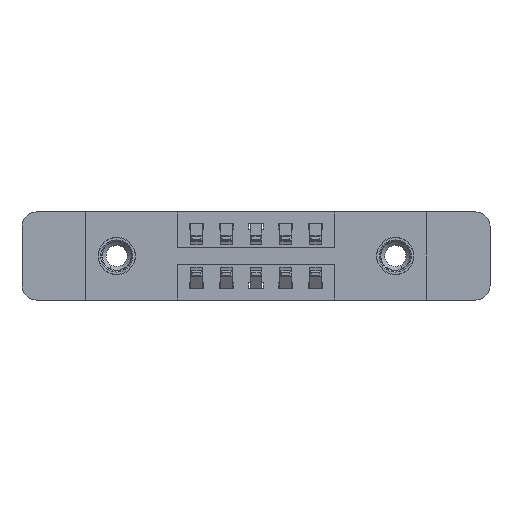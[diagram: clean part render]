
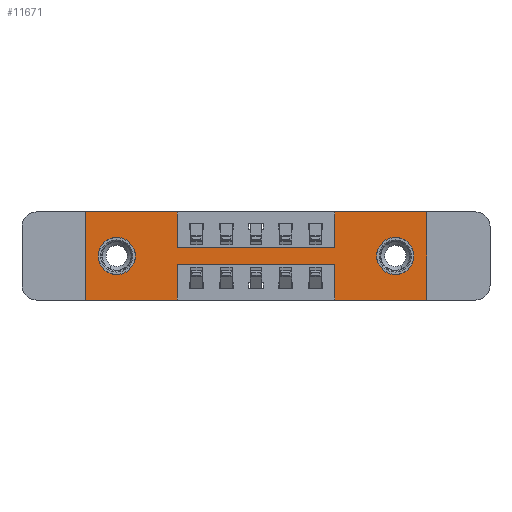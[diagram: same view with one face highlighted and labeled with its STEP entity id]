
A CAD part, front view. The second image highlights one B-rep face of the part: STEP entity #11671.
In plain terms, the highlighted planar face has unit normal (0, -1, 0).
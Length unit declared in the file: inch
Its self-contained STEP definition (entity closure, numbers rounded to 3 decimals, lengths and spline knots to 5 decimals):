
#77 = VECTOR ( 'NONE', #2222, 39.37008 ) ;
#269 = LINE ( 'NONE', #11435, #9668 ) ;
#431 = CARTESIAN_POINT ( 'NONE',  ( 0., 0., 0. ) ) ;
#489 = CARTESIAN_POINT ( 'NONE',  ( 1.0475, 0., -0.15 ) ) ;
#578 = ORIENTED_EDGE ( 'NONE', *, *, #11351, .F. ) ;
#589 = CIRCLE ( 'NONE', #8773, 0.078 ) ;
#608 = DIRECTION ( 'NONE',  ( -1., 0., 0. ) ) ;
#659 = VERTEX_POINT ( 'NONE', #12477 ) ;
#874 = EDGE_CURVE ( 'NONE', #4455, #4369, #12257, .T. ) ;
#895 = CIRCLE ( 'NONE', #5038, 0.078 ) ;
#1027 = CARTESIAN_POINT ( 'NONE',  ( 1.0475, 0., -0.37 ) ) ;
#1253 = CIRCLE ( 'NONE', #6716, 0.078 ) ;
#1347 = LINE ( 'NONE', #3226, #3786 ) ;
#1372 = CARTESIAN_POINT ( 'NONE',  ( 0.1325, 0., -0.185 ) ) ;
#1375 = EDGE_LOOP ( 'NONE', ( #3089, #7833 ) ) ;
#1411 = EDGE_CURVE ( 'NONE', #4369, #11700, #12561, .T. ) ;
#1691 = VERTEX_POINT ( 'NONE', #9534 ) ;
#1711 = VECTOR ( 'NONE', #10765, 39.37008 ) ;
#1853 = VERTEX_POINT ( 'NONE', #2321 ) ;
#2222 = DIRECTION ( 'NONE',  ( 0., 0., 1. ) ) ;
#2281 = ORIENTED_EDGE ( 'NONE', *, *, #11691, .F. ) ;
#2321 = CARTESIAN_POINT ( 'NONE',  ( 1.435, 0., -0.37 ) ) ;
#2891 = DIRECTION ( 'NONE',  ( 0., 1., 0. ) ) ;
#2904 = CIRCLE ( 'NONE', #4107, 0.078 ) ;
#2933 = DIRECTION ( 'NONE',  ( 0., 0., -1. ) ) ;
#2944 = DIRECTION ( 'NONE',  ( 1., 0., 0. ) ) ;
#3089 = ORIENTED_EDGE ( 'NONE', *, *, #13339, .T. ) ;
#3130 = DIRECTION ( 'NONE',  ( 0., 0., -1. ) ) ;
#3137 = VERTEX_POINT ( 'NONE', #13308 ) ;
#3217 = LINE ( 'NONE', #13012, #3350 ) ;
#3224 = CARTESIAN_POINT ( 'NONE',  ( 0.3875, 0., 0. ) ) ;
#3226 = CARTESIAN_POINT ( 'NONE',  ( 0.3875, 0., 0. ) ) ;
#3350 = VECTOR ( 'NONE', #9869, 39.37008 ) ;
#3420 = LINE ( 'NONE', #11353, #11858 ) ;
#3520 = CARTESIAN_POINT ( 'NONE',  ( 1.0475, 0., 0. ) ) ;
#3689 = EDGE_CURVE ( 'NONE', #5253, #5728, #3420, .T. ) ;
#3700 = CARTESIAN_POINT ( 'NONE',  ( 0.3875, 0., -0.22 ) ) ;
#3786 = VECTOR ( 'NONE', #6335, 39.37008 ) ;
#3968 = VECTOR ( 'NONE', #608, 39.37008 ) ;
#4041 = CARTESIAN_POINT ( 'NONE',  ( 0., 0., 0. ) ) ;
#4107 = AXIS2_PLACEMENT_3D ( 'NONE', #11364, #13415, #3130 ) ;
#4225 = CARTESIAN_POINT ( 'NONE',  ( 0., 0., -0.37 ) ) ;
#4369 = VERTEX_POINT ( 'NONE', #7961 ) ;
#4455 = VERTEX_POINT ( 'NONE', #12287 ) ;
#4459 = CARTESIAN_POINT ( 'NONE',  ( 0.1325, 0., -0.263 ) ) ;
#4750 = ORIENTED_EDGE ( 'NONE', *, *, #13315, .F. ) ;
#4858 = CARTESIAN_POINT ( 'NONE',  ( 0.3875, 0., -0.15 ) ) ;
#5038 = AXIS2_PLACEMENT_3D ( 'NONE', #1372, #6703, #6799 ) ;
#5253 = VERTEX_POINT ( 'NONE', #4858 ) ;
#5334 = CARTESIAN_POINT ( 'NONE',  ( 1.0475, 0., -0.37 ) ) ;
#5377 = ORIENTED_EDGE ( 'NONE', *, *, #13356, .T. ) ;
#5497 = ORIENTED_EDGE ( 'NONE', *, *, #8376, .F. ) ;
#5685 = DIRECTION ( 'NONE',  ( 0., 0., -1. ) ) ;
#5728 = VERTEX_POINT ( 'NONE', #489 ) ;
#6113 = EDGE_CURVE ( 'NONE', #9307, #7029, #10055, .T. ) ;
#6335 = DIRECTION ( 'NONE',  ( 0., 0., -1. ) ) ;
#6525 = ORIENTED_EDGE ( 'NONE', *, *, #7738, .T. ) ;
#6610 = CARTESIAN_POINT ( 'NONE',  ( 0., 0., -0.37 ) ) ;
#6703 = DIRECTION ( 'NONE',  ( 0., 1., 0. ) ) ;
#6716 = AXIS2_PLACEMENT_3D ( 'NONE', #9042, #2891, #2933 ) ;
#6799 = DIRECTION ( 'NONE',  ( 0., 0., 1. ) ) ;
#6875 = ORIENTED_EDGE ( 'NONE', *, *, #9512, .F. ) ;
#6919 = FACE_OUTER_BOUND ( 'NONE', #10138, .T. ) ;
#6972 = VECTOR ( 'NONE', #10900, 39.37008 ) ;
#7029 = VERTEX_POINT ( 'NONE', #8247 ) ;
#7102 = DIRECTION ( 'NONE',  ( 0., 0., 1. ) ) ;
#7138 = VECTOR ( 'NONE', #7430, 39.37008 ) ;
#7250 = PLANE ( 'NONE',  #8020 ) ;
#7300 = DIRECTION ( 'NONE',  ( -1., 0., 0. ) ) ;
#7375 = DIRECTION ( 'NONE',  ( -1., 0., 0. ) ) ;
#7430 = DIRECTION ( 'NONE',  ( 0., 0., 1. ) ) ;
#7479 = VECTOR ( 'NONE', #10606, 39.37008 ) ;
#7738 = EDGE_CURVE ( 'NONE', #8024, #9950, #895, .T. ) ;
#7797 = EDGE_CURVE ( 'NONE', #659, #1853, #7852, .T. ) ;
#7833 = ORIENTED_EDGE ( 'NONE', *, *, #12188, .T. ) ;
#7852 = LINE ( 'NONE', #9685, #1711 ) ;
#7925 = VERTEX_POINT ( 'NONE', #13518 ) ;
#7931 = ORIENTED_EDGE ( 'NONE', *, *, #1411, .F. ) ;
#7961 = CARTESIAN_POINT ( 'NONE',  ( 0.3875, 0., -0.22 ) ) ;
#8020 = AXIS2_PLACEMENT_3D ( 'NONE', #4225, #11385, #12503 ) ;
#8024 = VERTEX_POINT ( 'NONE', #12624 ) ;
#8247 = CARTESIAN_POINT ( 'NONE',  ( 0., 0., 0. ) ) ;
#8376 = EDGE_CURVE ( 'NONE', #11333, #5253, #1347, .T. ) ;
#8393 = LINE ( 'NONE', #12618, #11169 ) ;
#8671 = LINE ( 'NONE', #5334, #77 ) ;
#8773 = AXIS2_PLACEMENT_3D ( 'NONE', #12404, #10092, #7102 ) ;
#9042 = CARTESIAN_POINT ( 'NONE',  ( 1.3025, 0., -0.185 ) ) ;
#9256 = EDGE_CURVE ( 'NONE', #7029, #11333, #12545, .T. ) ;
#9307 = VERTEX_POINT ( 'NONE', #6610 ) ;
#9512 = EDGE_CURVE ( 'NONE', #5728, #3137, #11529, .T. ) ;
#9534 = CARTESIAN_POINT ( 'NONE',  ( 1.3025, 0., -0.107 ) ) ;
#9668 = VECTOR ( 'NONE', #7300, 39.37008 ) ;
#9685 = CARTESIAN_POINT ( 'NONE',  ( 1.435, 0., 0. ) ) ;
#9699 = CARTESIAN_POINT ( 'NONE',  ( 0.3875, 0., -0.37 ) ) ;
#9721 = ORIENTED_EDGE ( 'NONE', *, *, #7797, .F. ) ;
#9869 = DIRECTION ( 'NONE',  ( 1., 0., 0. ) ) ;
#9950 = VERTEX_POINT ( 'NONE', #4459 ) ;
#10051 = VERTEX_POINT ( 'NONE', #1027 ) ;
#10055 = LINE ( 'NONE', #4041, #7138 ) ;
#10092 = DIRECTION ( 'NONE',  ( 0., 1., 0. ) ) ;
#10138 = EDGE_LOOP ( 'NONE', ( #7931, #12411, #11728, #2281, #9721, #4750, #6875, #13229, #5497, #12715, #10691, #578 ) ) ;
#10426 = CARTESIAN_POINT ( 'NONE',  ( 0.3875, 0., -0.37 ) ) ;
#10496 = FACE_BOUND ( 'NONE', #10835, .T. ) ;
#10606 = DIRECTION ( 'NONE',  ( 1., 0., 0. ) ) ;
#10691 = ORIENTED_EDGE ( 'NONE', *, *, #6113, .F. ) ;
#10765 = DIRECTION ( 'NONE',  ( 0., 0., -1. ) ) ;
#10835 = EDGE_LOOP ( 'NONE', ( #6525, #5377 ) ) ;
#10900 = DIRECTION ( 'NONE',  ( 0., 0., 1. ) ) ;
#11169 = VECTOR ( 'NONE', #7375, 39.37008 ) ;
#11333 = VERTEX_POINT ( 'NONE', #3224 ) ;
#11351 = EDGE_CURVE ( 'NONE', #11700, #9307, #8393, .T. ) ;
#11353 = CARTESIAN_POINT ( 'NONE',  ( 0.3875, 0., -0.15 ) ) ;
#11364 = CARTESIAN_POINT ( 'NONE',  ( 1.3025, 0., -0.185 ) ) ;
#11385 = DIRECTION ( 'NONE',  ( 0., -1., 0. ) ) ;
#11435 = CARTESIAN_POINT ( 'NONE',  ( 0., 0., -0.37 ) ) ;
#11529 = LINE ( 'NONE', #3520, #6972 ) ;
#11671 = ADVANCED_FACE ( 'NONE', ( #13328, #10496, #6919 ), #7250, .T. ) ;
#11691 = EDGE_CURVE ( 'NONE', #1853, #10051, #269, .T. ) ;
#11700 = VERTEX_POINT ( 'NONE', #10426 ) ;
#11728 = ORIENTED_EDGE ( 'NONE', *, *, #13218, .F. ) ;
#11858 = VECTOR ( 'NONE', #2944, 39.37008 ) ;
#12188 = EDGE_CURVE ( 'NONE', #7925, #1691, #2904, .T. ) ;
#12257 = LINE ( 'NONE', #3700, #3968 ) ;
#12287 = CARTESIAN_POINT ( 'NONE',  ( 1.0475, 0., -0.22 ) ) ;
#12404 = CARTESIAN_POINT ( 'NONE',  ( 0.1325, 0., -0.185 ) ) ;
#12411 = ORIENTED_EDGE ( 'NONE', *, *, #874, .F. ) ;
#12477 = CARTESIAN_POINT ( 'NONE',  ( 1.435, 0., 0. ) ) ;
#12503 = DIRECTION ( 'NONE',  ( 0., 0., -1. ) ) ;
#12545 = LINE ( 'NONE', #431, #7479 ) ;
#12561 = LINE ( 'NONE', #9699, #13073 ) ;
#12618 = CARTESIAN_POINT ( 'NONE',  ( 0., 0., -0.37 ) ) ;
#12624 = CARTESIAN_POINT ( 'NONE',  ( 0.1325, 0., -0.107 ) ) ;
#12715 = ORIENTED_EDGE ( 'NONE', *, *, #9256, .F. ) ;
#13012 = CARTESIAN_POINT ( 'NONE',  ( 0., 0., 0. ) ) ;
#13073 = VECTOR ( 'NONE', #5685, 39.37008 ) ;
#13218 = EDGE_CURVE ( 'NONE', #10051, #4455, #8671, .T. ) ;
#13229 = ORIENTED_EDGE ( 'NONE', *, *, #3689, .F. ) ;
#13308 = CARTESIAN_POINT ( 'NONE',  ( 1.0475, 0., 0. ) ) ;
#13315 = EDGE_CURVE ( 'NONE', #3137, #659, #3217, .T. ) ;
#13328 = FACE_BOUND ( 'NONE', #1375, .T. ) ;
#13339 = EDGE_CURVE ( 'NONE', #1691, #7925, #1253, .T. ) ;
#13356 = EDGE_CURVE ( 'NONE', #9950, #8024, #589, .T. ) ;
#13415 = DIRECTION ( 'NONE',  ( 0., 1., 0. ) ) ;
#13518 = CARTESIAN_POINT ( 'NONE',  ( 1.3025, 0., -0.263 ) ) ;
